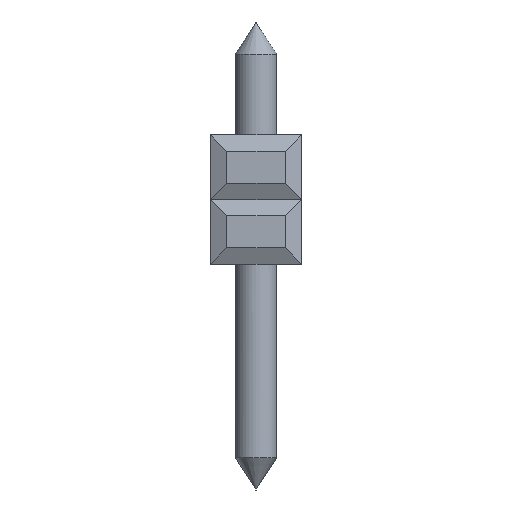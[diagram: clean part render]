
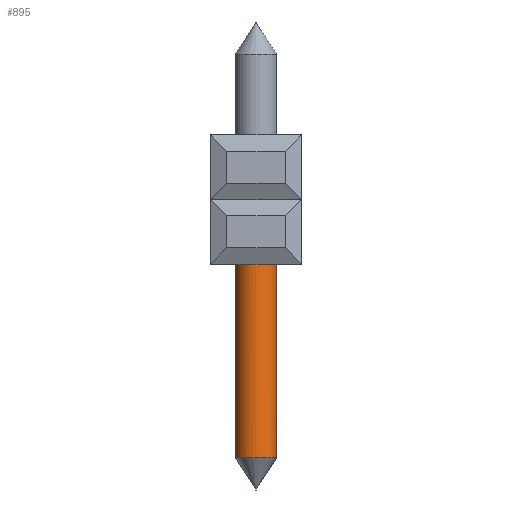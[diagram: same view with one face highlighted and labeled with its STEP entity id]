
A CAD part, left-side view. The second image highlights one B-rep face of the part: STEP entity #895.
In plain terms, the highlighted cylindrical face has radius 0.65 mm (diameter 1.3 mm), a full revolution.
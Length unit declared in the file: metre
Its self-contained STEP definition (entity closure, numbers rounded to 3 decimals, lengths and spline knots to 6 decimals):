
#895=ADVANCED_FACE('',(#2561,#2562),#2563,.T.);
#2561=FACE_OUTER_BOUND('',#5142,.T.);
#2562=FACE_OUTER_BOUND('',#5143,.T.);
#2563=CYLINDRICAL_SURFACE('',#5144,0.00065);
#5142=EDGE_LOOP('',(#7835));
#5143=EDGE_LOOP('',(#7836));
#5144=AXIS2_PLACEMENT_3D('',#7837,#7838,#7839);
#7835=ORIENTED_EDGE('',*,*,#14389,.F.);
#7836=ORIENTED_EDGE('',*,*,#14390,.F.);
#7837=CARTESIAN_POINT('',(-0.00435,-0.03326,0.0005));
#7838=DIRECTION('',(0.0,0.,-1.0));
#7839=DIRECTION('',(-1.0,0.0,0.0));
#14389=EDGE_CURVE('',#17038,#17038,#17039,.T.);
#14390=EDGE_CURVE('',#17040,#17040,#17041,.T.);
#17038=VERTEX_POINT('',#20683);
#17039=CIRCLE('',#20684,0.00065);
#17040=VERTEX_POINT('',#20685);
#17041=CIRCLE('',#20686,0.00065);
#20683=CARTESIAN_POINT('',(-0.00396,-0.03274,-0.01));
#20684=AXIS2_PLACEMENT_3D('',#25866,#25867,#25868);
#20685=CARTESIAN_POINT('',(-0.00435,-0.03391,-0.0038));
#20686=AXIS2_PLACEMENT_3D('',#25869,#25870,#25871);
#25866=CARTESIAN_POINT('',(-0.00435,-0.03326,-0.01));
#25867=DIRECTION('',(0.,0.,-1.0));
#25868=DIRECTION('',(0.6,0.8,0.));
#25869=CARTESIAN_POINT('',(-0.00435,-0.03326,-0.0038));
#25870=DIRECTION('',(0.0,0.,1.0));
#25871=DIRECTION('',(0.0,-1.0,0.));
